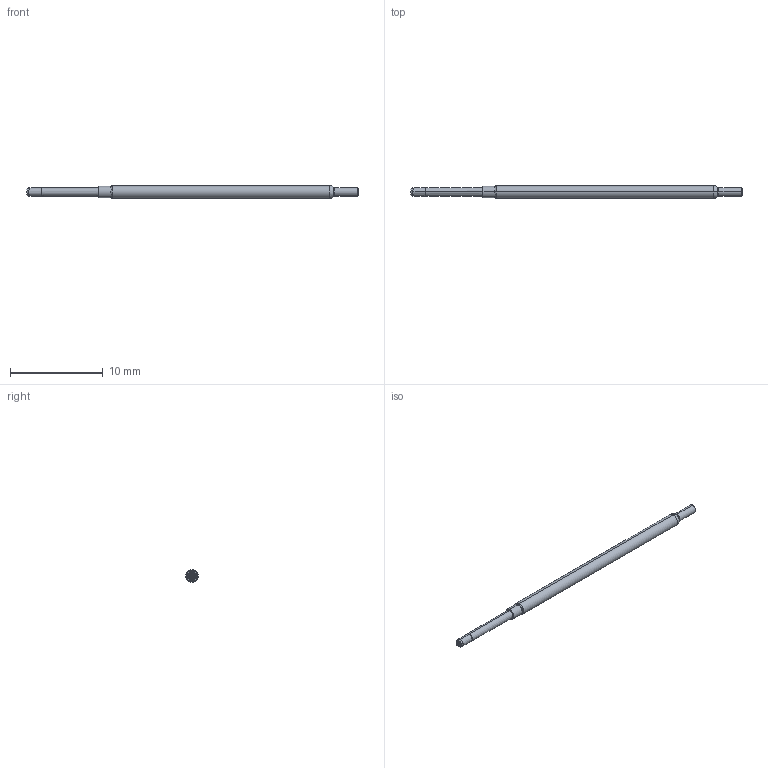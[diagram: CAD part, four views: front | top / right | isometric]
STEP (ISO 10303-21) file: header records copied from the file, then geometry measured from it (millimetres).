
FILE_DESCRIPTION (( 'STEP AP214' ), '1' );
FILE_NAME ('X75-PRP2549_.STEP', '2016-04-12T14:56:32', ( 'spare' ), ( '' ), 'SwSTEP 2.0', 'SolidWorks 2016', '' );
FILE_SCHEMA (( 'AUTOMOTIVE_DESIGN' ));
Length unit declared in the file: inch
Products named in the file (1): X75-PRP2549_
Bounding box: 35.81 x 1.37 x 1.37 mm (x, y, z)
Volume: 43.6 mm3; surface area: 140.3 mm2
Topology: 1 solids, 1 shells, 174 faces, 436 edges, 265 vertices
Faces by surface type: bspline 88, cone 58, plane 11, cylinder 9, torus 8
Entity records: 9565 total; most frequent: CARTESIAN_POINT 3931, ORIENTED_EDGE 872, DIRECTION 477, EDGE_CURVE 436, VERTEX_POINT 265, B_SPLINE_CURVE_WITH_KNOTS 259, AXIS2_PLACEMENT_3D 229, LENGTH_MEASURE_WITH_UNIT 177
